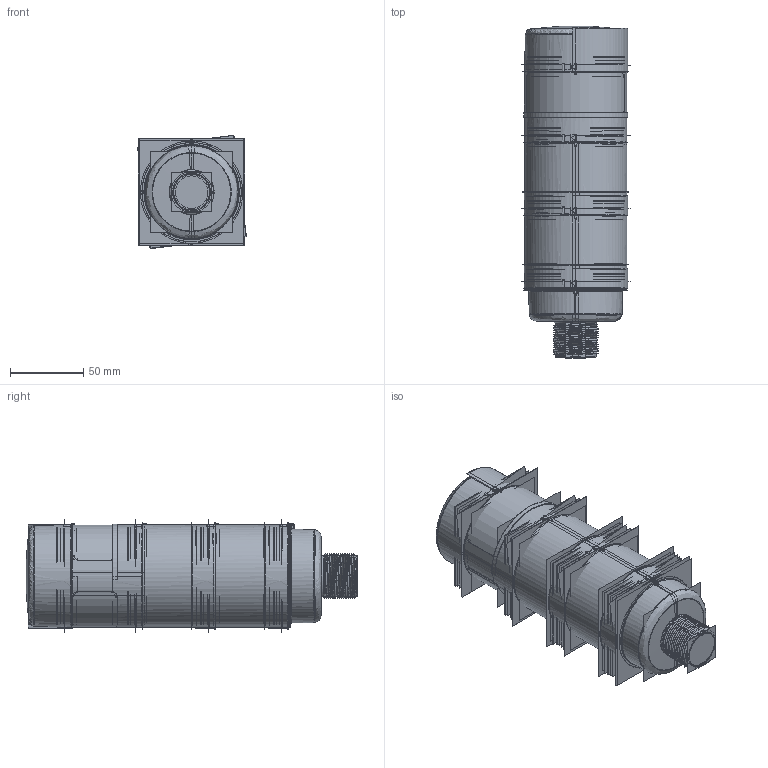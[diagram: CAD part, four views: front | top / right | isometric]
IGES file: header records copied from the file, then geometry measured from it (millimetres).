
Start section:  PTC IGES file: 199004.igs
Global section: file name: 199004.igs; native system: Creo Parametric by PTC Inc.; preprocessor: 2016260; author: pdmadmin; organization: Unknown; date: 20170310.113652; units: millimetre
Bounding box: 74.34 x 226.63 x 77.36 mm (x, y, z)
Volume: 213201.7 mm3; surface area: 1191376.3 mm2
Topology: 7 solids, 11 shells, 4354 faces, 21442 edges, 26785 vertices
Faces by surface type: revolution 2226, bspline 2128
